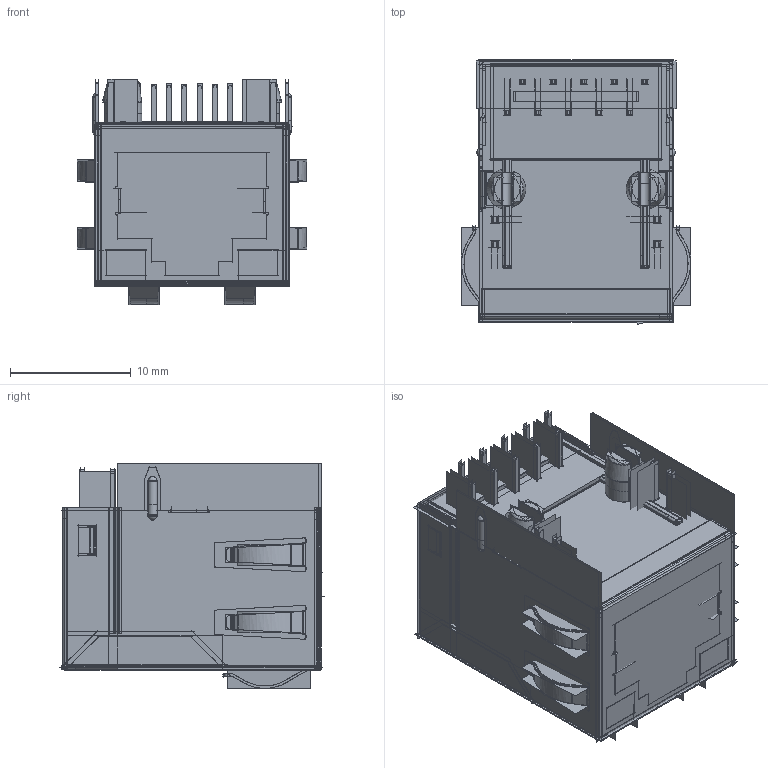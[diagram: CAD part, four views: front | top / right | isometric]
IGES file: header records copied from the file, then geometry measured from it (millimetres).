
Start section:  PTC IGES file: DGKYD211Q075FF5A4DZ.igs
Global section: file name: DGKYD211Q075FF5A4DZ.igs; native system: Creo Parametric by PTC Inc.; preprocessor: 2018400; author: Administrator; organization: Unknown; date: 20211213.160148; units: millimetre
Bounding box: 19.08 x 21.98 x 18.72 mm (x, y, z)
Surface area: 128759.5 mm2 (no closed solid volume)
Topology: 0 solids, 0 shells, 2584 faces, 47470 edges, 60920 vertices
Faces by surface type: bspline 2026, revolution 558
